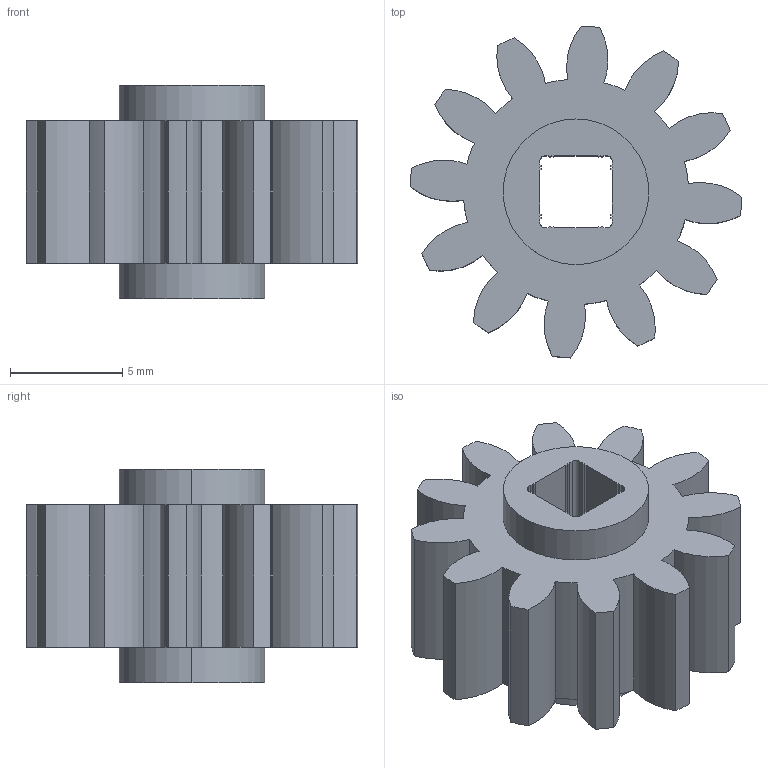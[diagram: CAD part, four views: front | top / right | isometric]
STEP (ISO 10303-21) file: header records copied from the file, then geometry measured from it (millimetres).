
FILE_DESCRIPTION (( 'STEP AP203' ), '1' );
FILE_NAME ('VEX-12-TOOTH-GEAR.STEP', '2007-08-25T22:31:15', ( 'Innovation First, Inc.' ), ( 'Innovation First, Inc.' ), 'SwSTEP 2.0', 'SolidWorks 2006052', '' );
FILE_SCHEMA (( 'CONFIG_CONTROL_DESIGN' ));
Length unit declared in the file: inch
Products named in the file (1): VEX-12-TOOTH-GEAR
Bounding box: 14.8 x 14.8 x 9.53 mm (x, y, z)
Volume: 800.4 mm3; surface area: 946.7 mm2
Topology: 1 solids, 1 shells, 135 faces, 393 edges, 262 vertices
Faces by surface type: cylinder 79, plane 56
Entity records: 4608 total; most frequent: DIRECTION 823, CARTESIAN_POINT 791, ORIENTED_EDGE 786, EDGE_CURVE 393, AXIS2_PLACEMENT_3D 294, VERTEX_POINT 262, VECTOR 235, LINE 235
